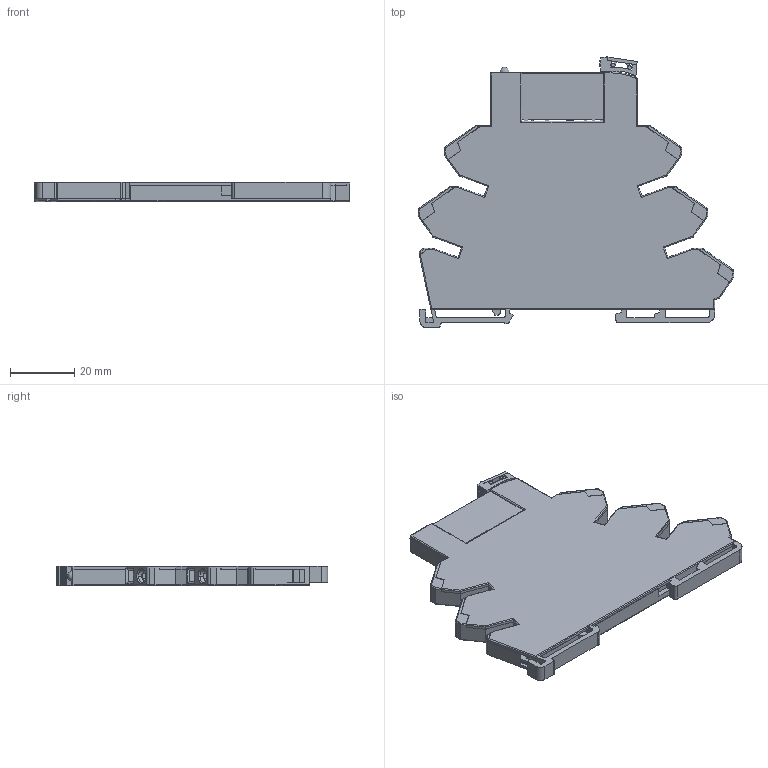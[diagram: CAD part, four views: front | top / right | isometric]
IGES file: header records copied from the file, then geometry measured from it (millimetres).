
Start section: SolidWorks IGES file using analytic representation for surfaces
Global section: file name: PIR6WB-1PS.IGS; native system: SolidWorks 2016; preprocessor: SolidWorks 2016; author: pikusl; date: 160509.081733; units: millimetre
Bounding box: 98.31 x 84.6 x 6.22 mm (x, y, z)
Surface area: 17763.5 mm2 (no closed solid volume)
Topology: 0 solids, 0 shells, 1250 faces, 9081 edges, 9068 vertices
Faces by surface type: bspline 864, revolution 386
